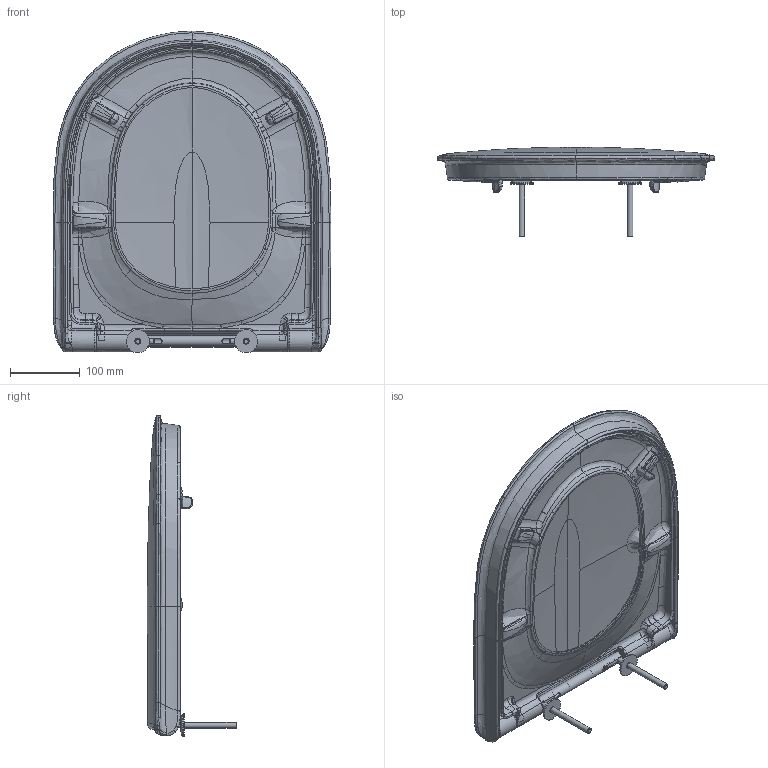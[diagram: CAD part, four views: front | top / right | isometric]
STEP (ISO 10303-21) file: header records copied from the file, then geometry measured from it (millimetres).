
FILE_DESCRIPTION(/* description */ (''),/* implementation_level */ '2;1');
FILE_NAME(/* name */ '9M7261_WCS.stp',/* time_stamp */ '2021-11-09T12:28:21+01:00',/* author */ (''),/* organization */ (''),/* preprocessor_version */ 'ST-DEVELOPER v18.1',/* originating_system */ 'SIEMENS PLM Software NX 1973',/* authorisation */ '');
FILE_SCHEMA (('AUTOMOTIVE_DESIGN { 1 0 10303 214 3 1 1 1 }'));
Products named in the file (1): Muel082477C2alsy
Bounding box: 397.17 x 128.03 x 460.01 mm (x, y, z)
Volume: 1908092.2 mm3; surface area: 636274.8 mm2
Topology: 9 solids, 9 shells, 863 faces, 2137 edges, 1300 vertices
Faces by surface type: bspline 690, plane 70, cylinder 46, extrusion 31, cone 12, sphere 8, torus 6
Full cylindrical faces by diameter (mm): 6.8 x2, 7 x2, 7.01 x2, 7.2 x4, 8 x2, 9.5 x2, 12 x4, 13.994 x2, 15 x1, 20 x2, 21 x2, 32 x2, 33 x2
Entity records: 83168 total; most frequent: CARTESIAN_POINT 68765, ORIENTED_EDGE 4108, EDGE_CURVE 2054, B_SPLINE_CURVE_WITH_KNOTS 1829, VERTEX_POINT 1271, EDGE_LOOP 943, ADVANCED_FACE 863, FACE_OUTER_BOUND 783
